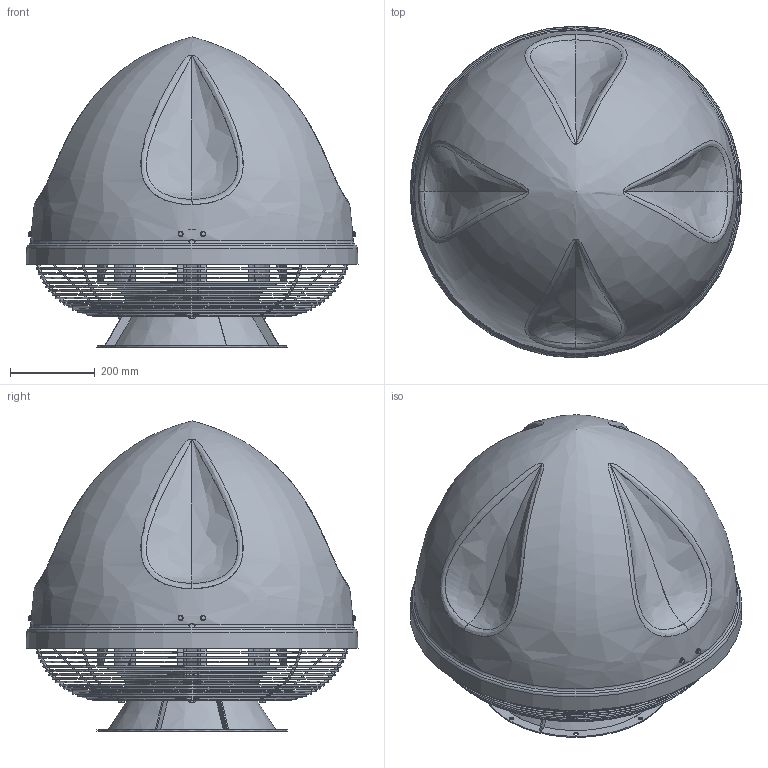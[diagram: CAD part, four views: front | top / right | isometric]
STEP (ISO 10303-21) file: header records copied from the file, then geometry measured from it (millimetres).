
FILE_DESCRIPTION(/* description */ ('812W83 SMART-EC-6200'),/* implementation_level */ '2;1');
FILE_NAME(/* name */ '812W83 SMART-EC-6200.stp',/* time_stamp */ '2022-05-12T14:17:04+02:00',/* author */ ('a.korpacki'),/* organization */ ('KLIMAWENT S.A.'),/* preprocessor_version */ 'ST-DEVELOPER v18.1',/* originating_system */ 'Autodesk Inventor 2021',/* authorisation */ '');
FILE_SCHEMA (('AUTOMOTIVE_DESIGN { 1 0 10303 214 3 1 1 }'));
Length unit declared in the file: millimetre
Products named in the file (1): ~~
Bounding box: 784.8 x 784.8 x 733.03 mm (x, y, z)
Volume: 9168091.9 mm3; surface area: 4845713.2 mm2
Topology: 3 solids, 3 shells, 2506 faces, 7062 edges, 4578 vertices
Faces by surface type: plane 1270, cylinder 709, cone 376, torus 85, bspline 66
Full cylindrical faces by diameter (mm): 3 x2, 4.8 x8, 6 x37, 6.2 x5, 6.4 x8, 7.233 x4, 8 x50, 8.4 x20, 8.5 x32, 8.88 x8, 9 x12, 9.3 x4, 10 x8, 11.63 x44, 12 x8, 12.2 x8, 16 x20, 20.5 x8, 138 x2, 163 x1, 200 x1, 300 x1, 303 x1, 305 x1, 310 x1, 366 x1, 402.5 x1, 450 x1, 454 x2
Entity records: 110207 total; most frequent: CARTESIAN_POINT 44136, ORIENTED_EDGE 14120, DIRECTION 12229, EDGE_CURVE 7060, AXIS2_PLACEMENT_3D 4787, VERTEX_POINT 4578, EDGE_LOOP 3372, LINE 2655
